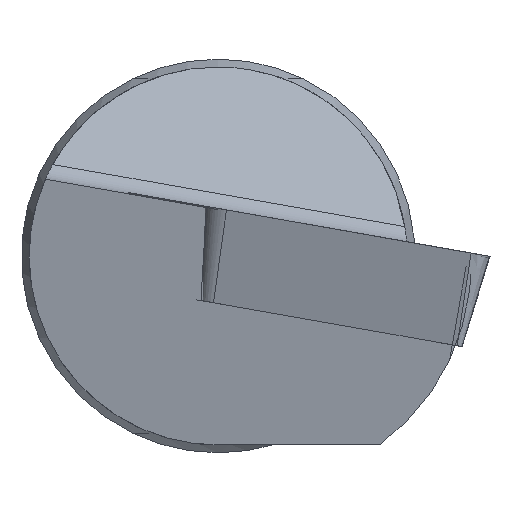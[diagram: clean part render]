
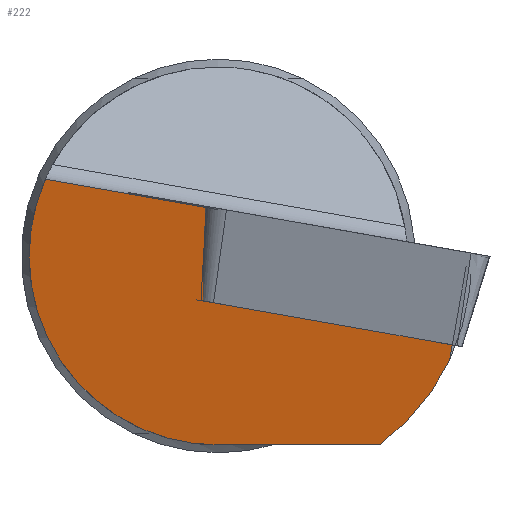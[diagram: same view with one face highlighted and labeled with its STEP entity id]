
A CAD part, left-side view. The second image highlights one B-rep face of the part: STEP entity #222.
In plain terms, the highlighted planar face has unit normal (-0.954, 0.296, 0.052).
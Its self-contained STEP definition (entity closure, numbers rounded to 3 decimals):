
#23=ELLIPSE('',#650,6.173,5.858);
#26=ELLIPSE('',#664,5.033,4.8);
#87=PLANE('',#674);
#113=FACE_OUTER_BOUND('',#292,.T.);
#148=LINE('',#1308,#180);
#156=LINE('',#1359,#188);
#158=LINE('',#1367,#190);
#180=VECTOR('',#767,1.);
#188=VECTOR('',#789,1.);
#190=VECTOR('',#803,1.);
#222=ADVANCED_FACE('',(#113),#87,.F.);
#292=EDGE_LOOP('',(#424,#425,#426,#427,#428));
#424=ORIENTED_EDGE('',*,*,#583,.T.);
#425=ORIENTED_EDGE('',*,*,#593,.T.);
#426=ORIENTED_EDGE('',*,*,#602,.T.);
#427=ORIENTED_EDGE('',*,*,#565,.F.);
#428=ORIENTED_EDGE('',*,*,#598,.T.);
#499=VERTEX_POINT('',#1238);
#500=VERTEX_POINT('',#1239);
#515=VERTEX_POINT('',#1307);
#516=VERTEX_POINT('',#1309);
#522=VERTEX_POINT('',#1325);
#565=EDGE_CURVE('',#499,#500,#23,.T.);
#583=EDGE_CURVE('',#516,#515,#148,.T.);
#593=EDGE_CURVE('',#515,#522,#26,.T.);
#598=EDGE_CURVE('',#499,#516,#156,.T.);
#602=EDGE_CURVE('',#522,#500,#158,.T.);
#650=AXIS2_PLACEMENT_3D('',#1237,#742,#743);
#664=AXIS2_PLACEMENT_3D('',#1326,#781,#782);
#674=AXIS2_PLACEMENT_3D('',#1368,#804,#805);
#742=DIRECTION('',(0.954,-0.296,-0.052));
#743=DIRECTION('',(-0.301,-0.939,-0.166));
#767=DIRECTION('',(0.301,0.939,0.166));
#781=DIRECTION('',(-0.954,0.296,0.052));
#782=DIRECTION('',(-0.301,-0.939,-0.166));
#789=DIRECTION('',(0.,-0.174,0.985));
#803=DIRECTION('',(-0.297,-0.955,0.));
#804=DIRECTION('',(0.954,-0.296,-0.052));
#805=DIRECTION('',(0.297,0.955,0.));
#1237=CARTESIAN_POINT('',(2.471,6.529,-0.057));
#1238=CARTESIAN_POINT('',(0.685,1.227,-2.61));
#1239=CARTESIAN_POINT('',(1.119,3.005,-4.755));
#1307=CARTESIAN_POINT('',(4.124,11.491,1.996));
#1308=CARTESIAN_POINT('',(0.685,0.749,0.102));
#1309=CARTESIAN_POINT('',(0.685,0.749,0.102));
#1325=CARTESIAN_POINT('',(2.392,7.106,-4.755));
#1326=CARTESIAN_POINT('',(2.655,7.106,0.045));
#1359=CARTESIAN_POINT('',(0.685,5.09,-24.519));
#1367=CARTESIAN_POINT('',(1.671,4.784,-4.755));
#1368=CARTESIAN_POINT('',(0.685,5.09,-24.519));
